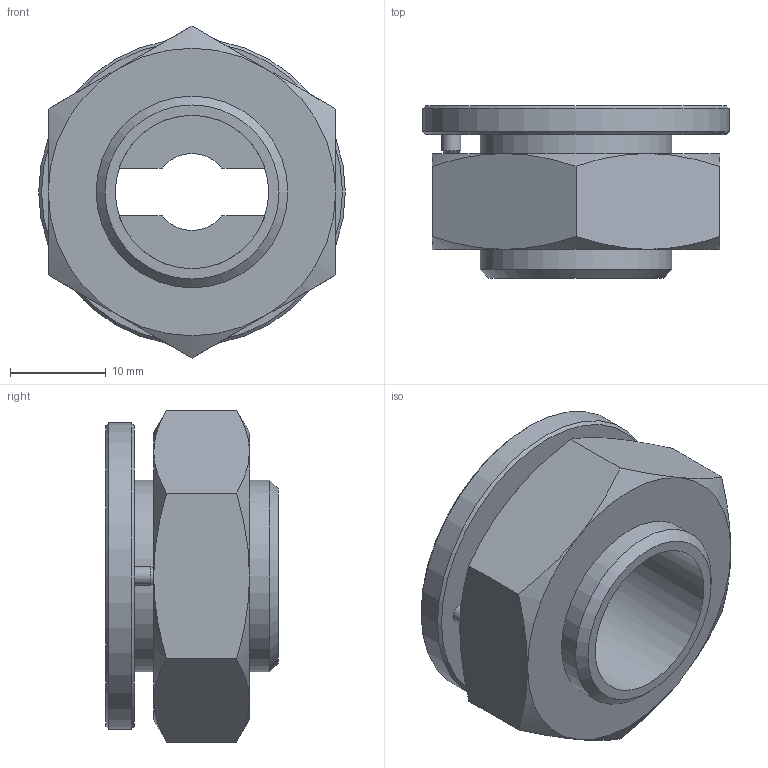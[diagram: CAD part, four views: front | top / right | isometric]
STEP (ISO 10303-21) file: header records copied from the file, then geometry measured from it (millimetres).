
FILE_DESCRIPTION( ( 'STEP AP214' ), '1' );
FILE_NAME( 'K1062.80.stp', '2020-12-10T09:42:15', ( '' ), ( '' ), ' ', 'PARTsolutions', ' ' );
FILE_SCHEMA( ( 'AUTOMOTIVE_DESIGN { 1 0 10303 214 1 1 1 1 }' ) );
Length unit declared in the file: millimetre
Products named in the file (1): _K1062.80
Bounding box: 32 x 18 x 34.64 mm (x, y, z)
Volume: 8388.1 mm3; surface area: 4759.8 mm2
Topology: 1 solids, 1 shells, 43 faces, 94 edges, 57 vertices
Faces by surface type: plane 18, cone 17, cylinder 8
Full cylindrical faces by diameter (mm): 2 x2, 16 x1, 20 x2, 32 x1
Entity records: 1576 total; most frequent: CARTESIAN_POINT 334, DIRECTION 182, ORIENTED_EDGE 164, EDGE_CURVE 82, AXIS2_PLACEMENT_3D 80, EDGE_LOOP 62, VERTEX_POINT 56, FACE_OUTER_BOUND 49
